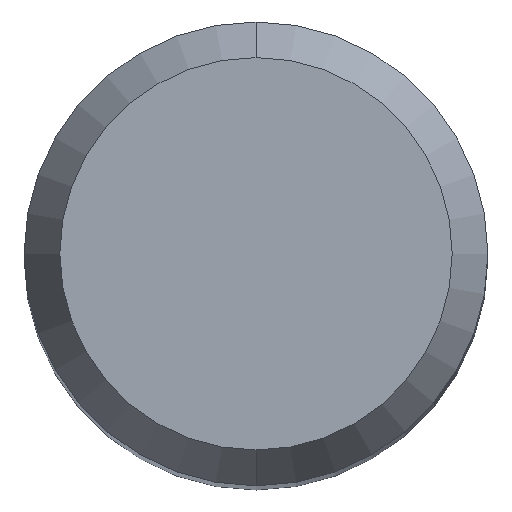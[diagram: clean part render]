
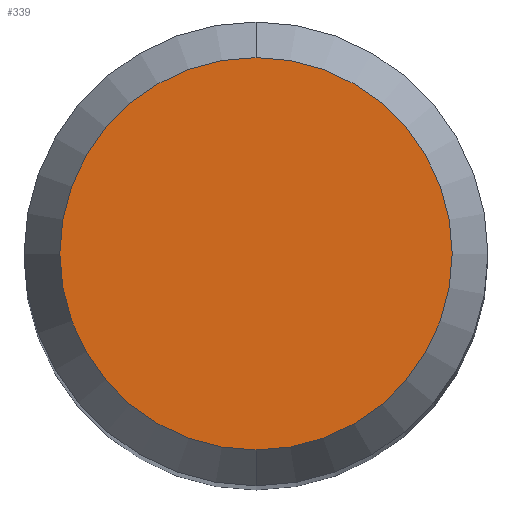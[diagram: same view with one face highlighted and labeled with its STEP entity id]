
A CAD part, top view. The second image highlights one B-rep face of the part: STEP entity #339.
In plain terms, the highlighted planar face has unit normal (0, 0, 1).
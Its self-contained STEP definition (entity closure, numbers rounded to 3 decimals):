
#257=EDGE_CURVE('',#271,#399,#556,.T.);
#271=VERTEX_POINT('',#572);
#289=EDGE_CURVE('',#399,#271,#593,.T.);
#339=ADVANCED_FACE('',(#648),#649,.T.);
#399=VERTEX_POINT('',#715);
#556=CIRCLE('',#985,2.538);
#572=CARTESIAN_POINT('',(0.,-2.538,0.0));
#593=CIRCLE('',#1028,2.538);
#648=FACE_OUTER_BOUND('',#1145,.T.);
#649=PLANE('',#1146);
#715=CARTESIAN_POINT('',(0.0,2.538,0.0));
#985=AXIS2_PLACEMENT_3D('',#1477,#1478,#1479);
#1028=AXIS2_PLACEMENT_3D('',#1538,#1539,#1540);
#1145=EDGE_LOOP('',(#1607,#1608));
#1146=AXIS2_PLACEMENT_3D('',#1609,#1610,#1611);
#1477=CARTESIAN_POINT('',(0.0,0.0,0.0));
#1478=DIRECTION('',(0.0,0.0,-1.0));
#1479=DIRECTION('',(0.0,1.0,0.0));
#1538=CARTESIAN_POINT('',(0.0,0.0,0.0));
#1539=DIRECTION('',(0.0,0.0,-1.0));
#1540=DIRECTION('',(0.0,1.0,0.0));
#1607=ORIENTED_EDGE('',*,*,#289,.F.);
#1608=ORIENTED_EDGE('',*,*,#257,.F.);
#1609=CARTESIAN_POINT('',(0.0,1.269,0.0));
#1610=DIRECTION('',(-0.0,0.0,1.0));
#1611=DIRECTION('',(0.0,-1.0,0.0));
